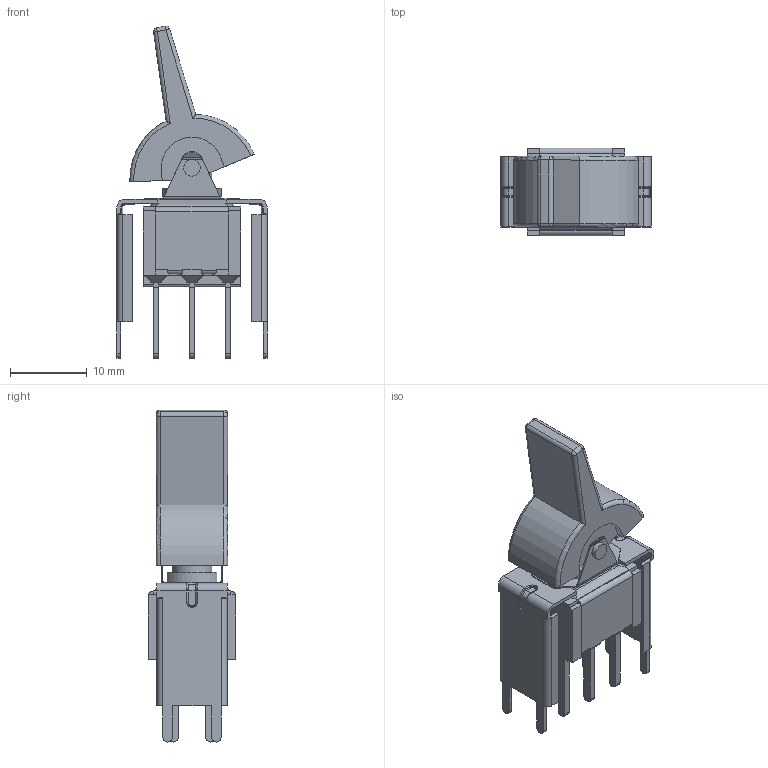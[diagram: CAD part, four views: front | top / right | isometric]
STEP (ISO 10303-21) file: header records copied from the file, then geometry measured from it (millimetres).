
FILE_DESCRIPTION(/* description */ (''),/* implementation_level */ '2;1');
FILE_NAME(/* name */ '300DPxJ2xxxVS5xE.stp',/* time_stamp */ '2025-05-07T09:20:55-05:00',/* author */ ('mroman'),/* organization */ (''),/* preprocessor_version */ 'ST-DEVELOPER v18.1',/* originating_system */ 'Autodesk Inventor 2022',/* authorisation */ '');
FILE_SCHEMA (('AUTOMOTIVE_DESIGN { 1 0 10303 214 3 1 1 }'));
Length unit declared in the file: inch
Products named in the file (1): 300DPxJ2xxxVS5xE
Bounding box: 19.56 x 11.43 x 43.27 mm (x, y, z)
Volume: 1918.2 mm3; surface area: 4089.1 mm2
Topology: 1 solids, 3 shells, 621 faces, 1593 edges, 971 vertices
Faces by surface type: plane 388, cylinder 167, torus 38, sphere 28
Full cylindrical faces by diameter (mm): 2.15 x4, 3.2 x1, 5.2 x1
Entity records: 18468 total; most frequent: CARTESIAN_POINT 3268, DIRECTION 3209, ORIENTED_EDGE 3130, EDGE_CURVE 1565, LINE 1145, VECTOR 1145, AXIS2_PLACEMENT_3D 1032, VERTEX_POINT 971
